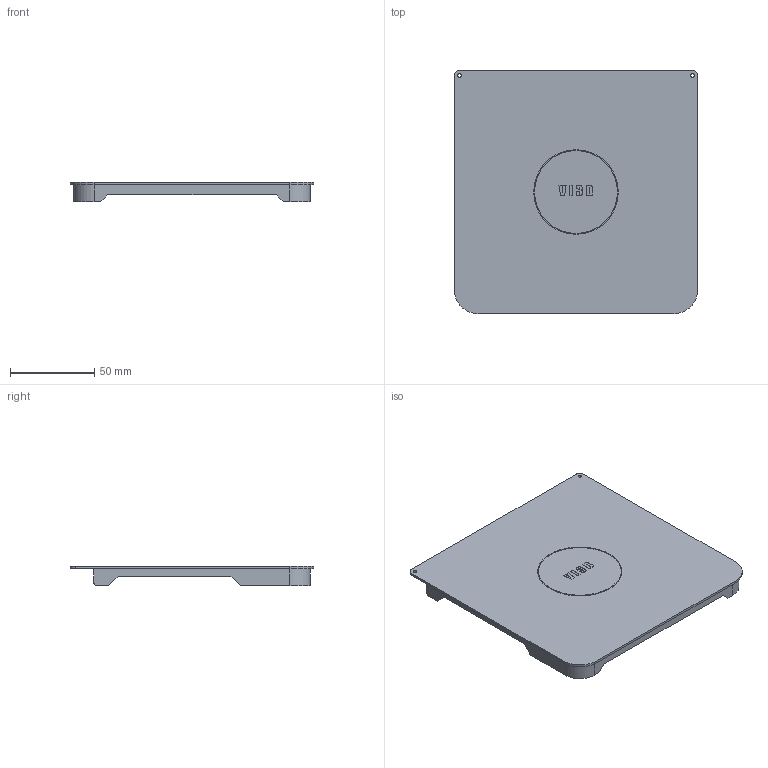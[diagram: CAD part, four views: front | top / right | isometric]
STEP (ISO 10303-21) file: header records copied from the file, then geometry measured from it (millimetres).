
FILE_DESCRIPTION (( 'STEP AP214' ), '1' );
FILE_NAME ('de_tren.STEP', '2025-04-14T11:21:34', ( '' ), ( '' ), 'SwSTEP 2.0', 'SolidWorks 2022', '' );
FILE_SCHEMA (( 'AUTOMOTIVE_DESIGN' ));
Length unit declared in the file: millimetre
Products named in the file (1): de_tren
Bounding box: 144 x 144 x 11.4 mm (x, y, z)
Volume: 34067.9 mm3; surface area: 47373.7 mm2
Topology: 1 solids, 1 shells, 95 faces, 255 edges, 170 vertices
Faces by surface type: plane 59, cylinder 18, bspline 18
Entity records: 4103 total; most frequent: CARTESIAN_POINT 1763, ORIENTED_EDGE 510, DIRECTION 411, EDGE_CURVE 255, LINE 183, VECTOR 183, VERTEX_POINT 170, AXIS2_PLACEMENT_3D 114
